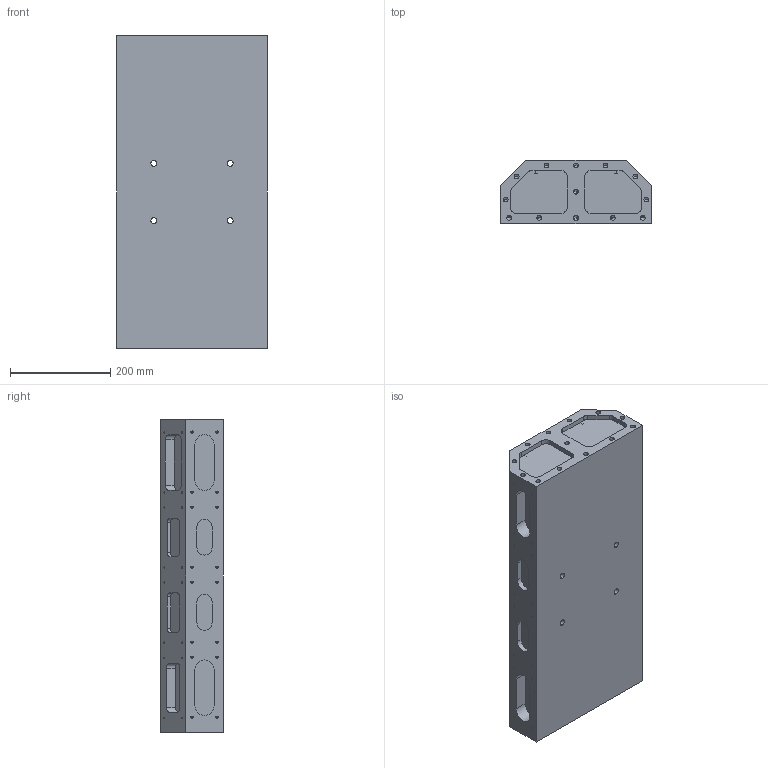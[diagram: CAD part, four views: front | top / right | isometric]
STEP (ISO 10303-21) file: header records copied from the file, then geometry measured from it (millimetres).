
FILE_DESCRIPTION (( 'STEP AP214' ), '1' );
FILE_NAME ('Aircraft Part 180-111 Rev D.STEP', '2016-06-28T05:52:31', ( '' ), ( '' ), 'SwSTEP 2.0', 'SolidWorks 2016', '' );
FILE_SCHEMA (( 'AUTOMOTIVE_DESIGN' ));
Length unit declared in the file: inch
Products named in the file (1): Aircraft Part 180-111 Rev D
Bounding box: 300 x 125 x 625 mm (x, y, z)
Volume: 18776878 mm3; surface area: 773149.7 mm2
Topology: 1 solids, 1 shells, 717 faces, 1856 edges, 1054 vertices
Faces by surface type: cylinder 356, cone 220, plane 141
Entity records: 22634 total; most frequent: DIRECTION 3774, CARTESIAN_POINT 3532, ORIENTED_EDGE 3272, EDGE_CURVE 1636, AXIS2_PLACEMENT_3D 1430, VERTEX_POINT 1054, VECTOR 914, LINE 914
